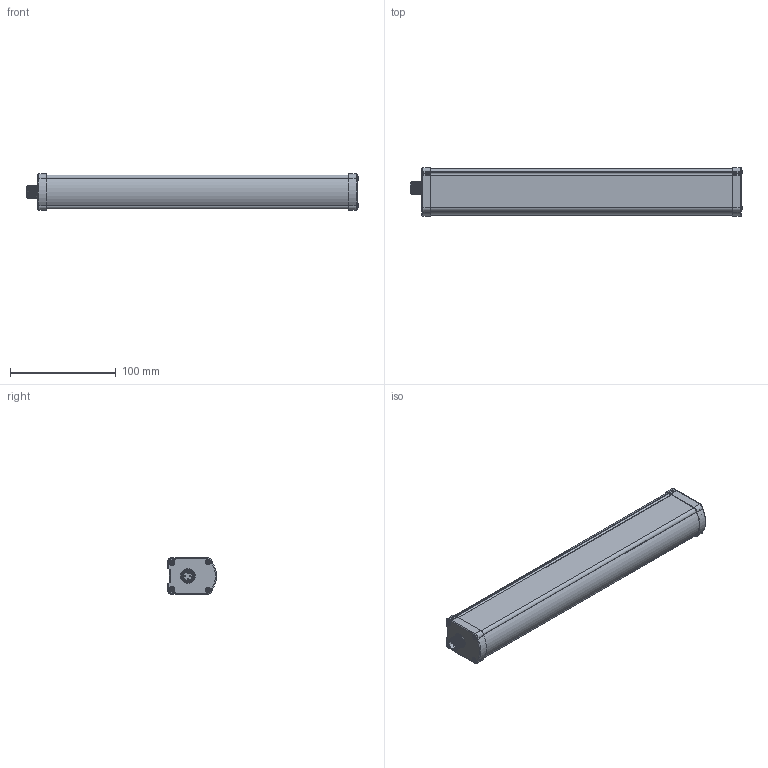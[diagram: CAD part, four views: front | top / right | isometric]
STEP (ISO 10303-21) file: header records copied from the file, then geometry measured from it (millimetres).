
FILE_DESCRIPTION((''),'2;1');
FILE_NAME('246053_SM01_ASM','2025-03-03T11:53:45',('banengservice'),('BANNER ENGINEERING'),'CREO PARAMETRIC BY PTC INC, 2022414','CREO PARAMETRIC BY PTC INC, 2022414','');
FILE_SCHEMA(('CONFIG_CONTROL_DESIGN'));
Products named in the file (2): 246053_EP01; 246053_SM01_ASM
Assembly tree (1 placements, depth 2):
  246053_SM01_ASM
    246053_EP01
Bounding box: 314.7 x 46.2 x 34.28 mm (x, y, z)
Volume: 401788.9 mm3; surface area: 51158.2 mm2
Topology: 1 solids, 1 shells, 687 faces, 1781 edges, 1129 vertices
Faces by surface type: plane 251, cylinder 187, cone 119, torus 89, bspline 37, sphere 4
Entity records: 43831 total; most frequent: CARTESIAN_POINT 27440, ORIENTED_EDGE 3562, DIRECTION 3276, EDGE_CURVE 1781, AXIS2_PLACEMENT_3D 1263, VERTEX_POINT 1129, VECTOR 750, LINE 750
